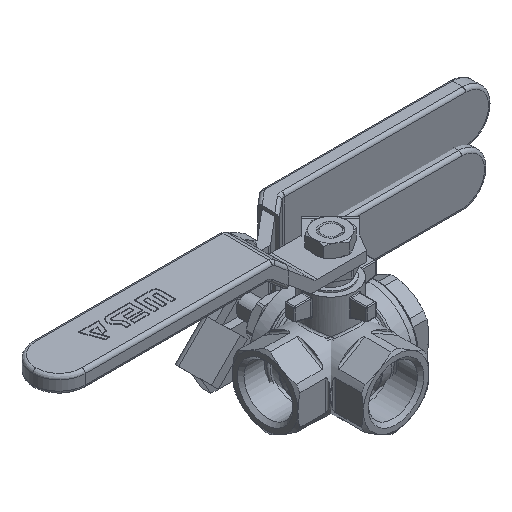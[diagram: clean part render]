
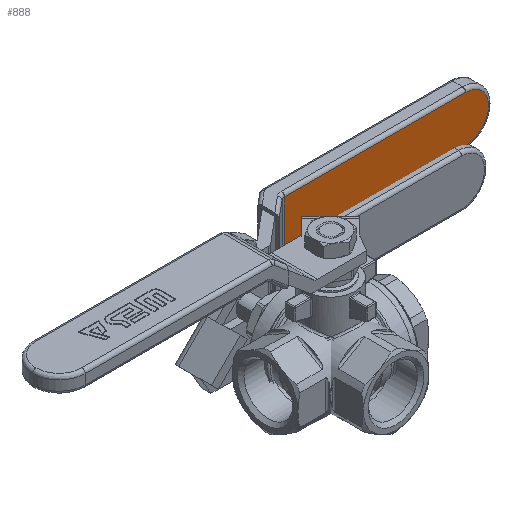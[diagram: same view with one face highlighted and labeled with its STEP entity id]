
A CAD part, isometric view. The second image highlights one B-rep face of the part: STEP entity #888.
In plain terms, the highlighted planar face has unit normal (0, -1, 0).
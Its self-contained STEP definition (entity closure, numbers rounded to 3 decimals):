
#888 = ADVANCED_FACE( '', ( #1967 ), #1968, .T. );
#1967 = FACE_OUTER_BOUND( '', #3621, .T. );
#1968 = PLANE( '', #3622 );
#3621 = EDGE_LOOP( '', ( #6446, #6447, #6448, #6449, #6450 ) );
#3622 = AXIS2_PLACEMENT_3D( '', #6451, #6452, #6453 );
#6446 = ORIENTED_EDGE( '', *, *, #8119, .F. );
#6447 = ORIENTED_EDGE( '', *, *, #8643, .F. );
#6448 = ORIENTED_EDGE( '', *, *, #8644, .T. );
#6449 = ORIENTED_EDGE( '', *, *, #8645, .T. );
#6450 = ORIENTED_EDGE( '', *, *, #8062, .T. );
#6451 = CARTESIAN_POINT( '', ( 87.5, 39.5, -14. ) );
#6452 = DIRECTION( '', ( 0., -1., 0. ) );
#6453 = DIRECTION( '', ( -1., 0., 0. ) );
#8062 = EDGE_CURVE( '', #9438, #9436, #9439, .T. );
#8119 = EDGE_CURVE( '', #9522, #9436, #9523, .T. );
#8643 = EDGE_CURVE( '', #10283, #9522, #10284, .T. );
#8644 = EDGE_CURVE( '', #10283, #10285, #10286, .T. );
#8645 = EDGE_CURVE( '', #10285, #9438, #10287, .T. );
#9436 = VERTEX_POINT( '', #11820 );
#9438 = VERTEX_POINT( '', #11827 );
#9439 = LINE( '', #11828, #11829 );
#9522 = VERTEX_POINT( '', #11986 );
#9523 = CIRCLE( '', #11987, 7. );
#10283 = VERTEX_POINT( '', #14499 );
#10284 = CIRCLE( '', #14500, 7. );
#10285 = VERTEX_POINT( '', #14501 );
#10286 = LINE( '', #14502, #14503 );
#10287 = LINE( '', #14504, #14505 );
#11820 = CARTESIAN_POINT( '', ( 79.5, 39.5, -21. ) );
#11827 = CARTESIAN_POINT( '', ( 24.207, 39.5, -21. ) );
#11828 = CARTESIAN_POINT( '', ( 51.853, 39.5, -21. ) );
#11829 = VECTOR( '', #15453, 1000. );
#11986 = CARTESIAN_POINT( '', ( 86.5, 39.5, -14. ) );
#11987 = AXIS2_PLACEMENT_3D( '', #15516, #15517, #15518 );
#14499 = CARTESIAN_POINT( '', ( 79.5, 39.5, -7. ) );
#14500 = AXIS2_PLACEMENT_3D( '', #16090, #16091, #16092 );
#14501 = CARTESIAN_POINT( '', ( 24.207, 39.5, -7. ) );
#14502 = CARTESIAN_POINT( '', ( 51.854, 39.5, -7. ) );
#14503 = VECTOR( '', #16093, 1000. );
#14504 = CARTESIAN_POINT( '', ( 24.207, 39.5, -14. ) );
#14505 = VECTOR( '', #16094, 1000. );
#15453 = DIRECTION( '', ( 1., 0., 0. ) );
#15516 = CARTESIAN_POINT( '', ( 79.5, 39.5, -14. ) );
#15517 = DIRECTION( '', ( 0., 1., 0. ) );
#15518 = DIRECTION( '', ( 1., 0., 0. ) );
#16090 = CARTESIAN_POINT( '', ( 79.5, 39.5, -14. ) );
#16091 = DIRECTION( '', ( 0., 1., 0. ) );
#16092 = DIRECTION( '', ( 0., 0., 1. ) );
#16093 = DIRECTION( '', ( -1., 0., 0. ) );
#16094 = DIRECTION( '', ( 0., 0., -1. ) );
